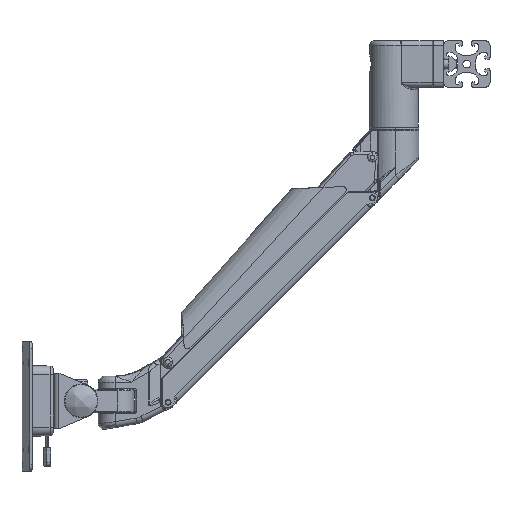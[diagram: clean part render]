
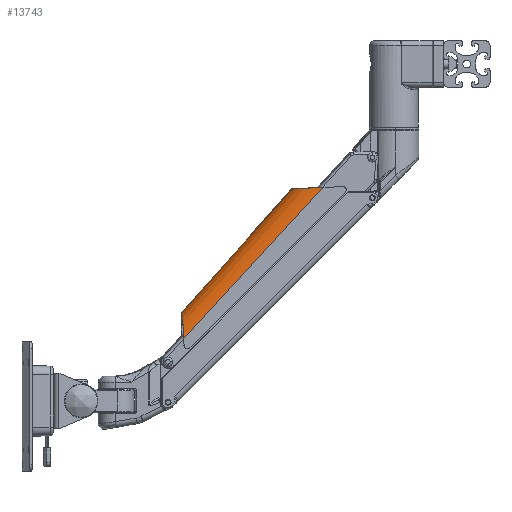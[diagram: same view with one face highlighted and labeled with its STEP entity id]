
A CAD part, left-side view. The second image highlights one B-rep face of the part: STEP entity #13743.
In plain terms, the highlighted conical face has half-angle 0.865 degrees and reference radius 18.585 mm.
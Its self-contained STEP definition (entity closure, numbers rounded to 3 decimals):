
#415 = FACE_OUTER_BOUND ( 'NONE', #65390, .T. ) ;
#2951 =( BOUNDED_CURVE ( )  B_SPLINE_CURVE ( 3, ( #12166, #48870, #59873, #28525 ),
 .UNSPECIFIED., .F., .T. ) 
 B_SPLINE_CURVE_WITH_KNOTS ( ( 4, 4 ),
 ( 1.586, 3.142 ),
 .UNSPECIFIED. ) 
 CURVE ( )  GEOMETRIC_REPRESENTATION_ITEM ( )  RATIONAL_B_SPLINE_CURVE ( ( 1., 0.808, 0.808, 1. ) ) 
 REPRESENTATION_ITEM ( '' )  );
#4761 = CARTESIAN_POINT ( 'NONE',  ( 0.258, 320.989, 586.931 ) ) ;
#5918 = CARTESIAN_POINT ( 'NONE',  ( 0.258, 443.019, 695.839 ) ) ;
#10622 = CARTESIAN_POINT ( 'NONE',  ( 9.676, 443.019, 695.839 ) ) ;
#11227 = CARTESIAN_POINT ( 'NONE',  ( 16.143, 442.061, 718.628 ) ) ;
#11417 = VERTEX_POINT ( 'NONE', #47686 ) ;
#12166 = CARTESIAN_POINT ( 'NONE',  ( 18.827, 321.711, 587.716 ) ) ;
#12803 = CONICAL_SURFACE ( 'NONE', #55279, 18.585, 0.015 ) ;
#13743 = ADVANCED_FACE ( 'NONE', ( #415 ), #12803, .T. ) ;
#14048 = VERTEX_POINT ( 'NONE', #64593 ) ;
#15911 = CARTESIAN_POINT ( 'NONE',  ( 16.143, 442.061, 718.628 ) ) ;
#17775 = B_SPLINE_CURVE_WITH_KNOTS ( 'NONE', 1,
 ( #19885, #25198 ),
 .UNSPECIFIED., .F., .F.,
 ( 2, 2 ),
 ( 0., 1. ),
 .UNSPECIFIED. ) ;
#19885 = CARTESIAN_POINT ( 'NONE',  ( 16.143, 442.061, 718.628 ) ) ;
#21011 = CARTESIAN_POINT ( 'NONE',  ( 16.285, 442.62, 705.321 ) ) ;
#25198 = CARTESIAN_POINT ( 'NONE',  ( 18.827, 321.711, 587.716 ) ) ;
#27254 = EDGE_CURVE ( 'NONE', #57005, #30345, #34117, .T. ) ;
#28525 = CARTESIAN_POINT ( 'NONE',  ( 0.258, 347.559, 588.803 ) ) ;
#29563 = EDGE_CURVE ( 'NONE', #30345, #14048, #17775, .T. ) ;
#29738 = DIRECTION ( 'NONE',  ( 0., -0.666, -0.746 ) ) ;
#30345 = VERTEX_POINT ( 'NONE', #11227 ) ;
#31688 = LINE ( 'NONE', #35036, #57917 ) ;
#34117 =( BOUNDED_CURVE ( )  B_SPLINE_CURVE ( 3, ( #47343, #10622, #21011, #15911 ),
 .UNSPECIFIED., .F., .T. ) 
 B_SPLINE_CURVE_WITH_KNOTS ( ( 4, 4 ),
 ( 0., 1.586 ),
 .UNSPECIFIED. ) 
 CURVE ( )  GEOMETRIC_REPRESENTATION_ITEM ( )  RATIONAL_B_SPLINE_CURVE ( ( 1., 0.801, 0.801, 1. ) ) 
 REPRESENTATION_ITEM ( '' )  );
#35036 = CARTESIAN_POINT ( 'NONE',  ( 0.258, 334.671, 574.353 ) ) ;
#36859 = ORIENTED_EDGE ( 'NONE', *, *, #29563, .T. ) ;
#39879 = EDGE_CURVE ( 'NONE', #14048, #11417, #2951, .T. ) ;
#47343 = CARTESIAN_POINT ( 'NONE',  ( 0.258, 443.019, 695.839 ) ) ;
#47686 = CARTESIAN_POINT ( 'NONE',  ( 0.258, 347.559, 588.803 ) ) ;
#48870 = CARTESIAN_POINT ( 'NONE',  ( 18.665, 336.899, 588.355 ) ) ;
#55279 = AXIS2_PLACEMENT_3D ( 'NONE', #4761, #57120, #57330 ) ;
#57005 = VERTEX_POINT ( 'NONE', #5918 ) ;
#57120 = DIRECTION ( 'NONE',  ( 0., -0.677, -0.736 ) ) ;
#57330 = DIRECTION ( 'NONE',  ( 0., 0.736, -0.677 ) ) ;
#57917 = VECTOR ( 'NONE', #29738, 1000. ) ;
#59873 = CARTESIAN_POINT ( 'NONE',  ( 11.007, 347.559, 588.803 ) ) ;
#61875 = ORIENTED_EDGE ( 'NONE', *, *, #39879, .T. ) ;
#63703 = ORIENTED_EDGE ( 'NONE', *, *, #66339, .F. ) ;
#64593 = CARTESIAN_POINT ( 'NONE',  ( 18.827, 321.711, 587.716 ) ) ;
#64938 = ORIENTED_EDGE ( 'NONE', *, *, #27254, .T. ) ;
#65390 = EDGE_LOOP ( 'NONE', ( #63703, #64938, #36859, #61875 ) ) ;
#66339 = EDGE_CURVE ( 'NONE', #57005, #11417, #31688, .T. ) ;
